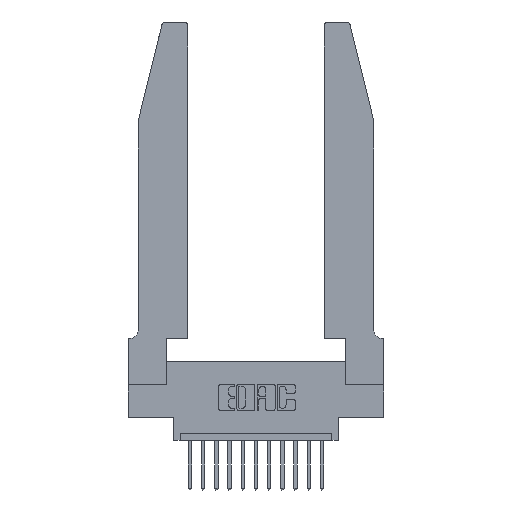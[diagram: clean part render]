
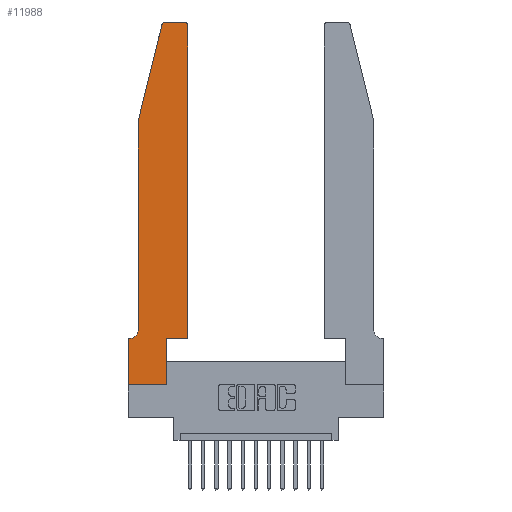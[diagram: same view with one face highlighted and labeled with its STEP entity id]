
A CAD part, top view. The second image highlights one B-rep face of the part: STEP entity #11988.
In plain terms, the highlighted planar face has unit normal (0, 0, 1).
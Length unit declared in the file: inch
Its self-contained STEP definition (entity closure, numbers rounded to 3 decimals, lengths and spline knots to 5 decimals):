
#187 = VERTEX_POINT ( 'NONE', #7728 ) ;
#198 = VERTEX_POINT ( 'NONE', #10123 ) ;
#417 = CIRCLE ( 'NONE', #14812, 0.07 ) ;
#436 = EDGE_CURVE ( 'NONE', #16139, #11335, #11049, .T. ) ;
#528 = EDGE_CURVE ( 'NONE', #198, #187, #7046, .T. ) ;
#611 = LINE ( 'NONE', #12425, #10914 ) ;
#1181 = CARTESIAN_POINT ( 'NONE',  ( 0.25487, 2.72718, 0.37 ) ) ;
#1316 = ORIENTED_EDGE ( 'NONE', *, *, #13255, .T. ) ;
#1586 = VERTEX_POINT ( 'NONE', #16521 ) ;
#1951 = CARTESIAN_POINT ( 'NONE',  ( 0.284, 2.72, 0.37 ) ) ;
#2186 = VECTOR ( 'NONE', #17140, 39.37008 ) ;
#2277 = CARTESIAN_POINT ( 'NONE',  ( 0.0755, 2., 0.37 ) ) ;
#2378 = LINE ( 'NONE', #6269, #9100 ) ;
#2589 = EDGE_CURVE ( 'NONE', #7718, #3651, #14923, .T. ) ;
#2603 = CIRCLE ( 'NONE', #15185, 0.03 ) ;
#2681 = EDGE_CURVE ( 'NONE', #187, #16738, #2378, .T. ) ;
#2733 = VERTEX_POINT ( 'NONE', #4240 ) ;
#3128 = ORIENTED_EDGE ( 'NONE', *, *, #10406, .T. ) ;
#3651 = VERTEX_POINT ( 'NONE', #7959 ) ;
#3683 = DIRECTION ( 'NONE',  ( 1., 0., 0. ) ) ;
#3848 = PLANE ( 'NONE',  #3878 ) ;
#3878 = AXIS2_PLACEMENT_3D ( 'NONE', #10730, #9303, #10670 ) ;
#3891 = VECTOR ( 'NONE', #4098, 39.37008 ) ;
#4098 = DIRECTION ( 'NONE',  ( 0., -1., 0. ) ) ;
#4154 = DIRECTION ( 'NONE',  ( 0., -1., 0. ) ) ;
#4240 = CARTESIAN_POINT ( 'NONE',  ( 0.2865, 0.35, 0.37 ) ) ;
#4555 = ORIENTED_EDGE ( 'NONE', *, *, #4991, .T. ) ;
#4903 = DIRECTION ( 'NONE',  ( 0., 0., 1. ) ) ;
#4991 = EDGE_CURVE ( 'NONE', #11335, #7551, #417, .T. ) ;
#5035 = CARTESIAN_POINT ( 'NONE',  ( 0.4205, 2.72, 0.37 ) ) ;
#5362 = EDGE_CURVE ( 'NONE', #3651, #11022, #15939, .T. ) ;
#5593 = DIRECTION ( 'NONE',  ( -1., 0., 0. ) ) ;
#6269 = CARTESIAN_POINT ( 'NONE',  ( 0., 0., 0.37 ) ) ;
#6372 = DIRECTION ( 'NONE',  ( 1., 0., 0. ) ) ;
#6386 = VECTOR ( 'NONE', #8503, 39.37008 ) ;
#6657 = VECTOR ( 'NONE', #4154, 39.37008 ) ;
#7046 = LINE ( 'NONE', #12155, #3891 ) ;
#7137 = DIRECTION ( 'NONE',  ( -1., 0., 0. ) ) ;
#7313 = EDGE_CURVE ( 'NONE', #7551, #198, #611, .T. ) ;
#7551 = VERTEX_POINT ( 'NONE', #11241 ) ;
#7718 = VERTEX_POINT ( 'NONE', #13172 ) ;
#7728 = CARTESIAN_POINT ( 'NONE',  ( 0., 0., 0.37 ) ) ;
#7931 = DIRECTION ( 'NONE',  ( -0.239, -0.971, 0. ) ) ;
#7959 = CARTESIAN_POINT ( 'NONE',  ( 0.284, 2.75, 0.37 ) ) ;
#8021 = ORIENTED_EDGE ( 'NONE', *, *, #10442, .T. ) ;
#8272 = CARTESIAN_POINT ( 'NONE',  ( 0.0755, 2., 0.37 ) ) ;
#8488 = ORIENTED_EDGE ( 'NONE', *, *, #7313, .T. ) ;
#8503 = DIRECTION ( 'NONE',  ( 0., 1., 0. ) ) ;
#9100 = VECTOR ( 'NONE', #11251, 39.37008 ) ;
#9303 = DIRECTION ( 'NONE',  ( 0., 0., 1. ) ) ;
#9310 = LINE ( 'NONE', #16474, #6386 ) ;
#9707 = VECTOR ( 'NONE', #7137, 39.37008 ) ;
#9881 = VECTOR ( 'NONE', #7931, 39.37008 ) ;
#9935 = ORIENTED_EDGE ( 'NONE', *, *, #528, .T. ) ;
#10123 = CARTESIAN_POINT ( 'NONE',  ( 0., 0.35, 0.37 ) ) ;
#10406 = EDGE_CURVE ( 'NONE', #1586, #13221, #11439, .T. ) ;
#10442 = EDGE_CURVE ( 'NONE', #13221, #7718, #2603, .T. ) ;
#10450 = EDGE_LOOP ( 'NONE', ( #14165, #13517, #1316, #13048, #4555, #8488, #9935, #15270, #11427, #11781, #3128, #8021 ) ) ;
#10670 = DIRECTION ( 'NONE',  ( 1., 0., 0. ) ) ;
#10687 = AXIS2_PLACEMENT_3D ( 'NONE', #1951, #4903, #6372 ) ;
#10730 = CARTESIAN_POINT ( 'NONE',  ( 0., 0.35, 0.37 ) ) ;
#10739 = EDGE_CURVE ( 'NONE', #16738, #2733, #9310, .T. ) ;
#10914 = VECTOR ( 'NONE', #5593, 39.37008 ) ;
#11022 = VERTEX_POINT ( 'NONE', #1181 ) ;
#11049 = LINE ( 'NONE', #8272, #6657 ) ;
#11241 = CARTESIAN_POINT ( 'NONE',  ( 0.0055, 0.35, 0.37 ) ) ;
#11251 = DIRECTION ( 'NONE',  ( 1., 0., 0. ) ) ;
#11285 = CARTESIAN_POINT ( 'NONE',  ( 0.0055, 0.42, 0.37 ) ) ;
#11335 = VERTEX_POINT ( 'NONE', #11878 ) ;
#11427 = ORIENTED_EDGE ( 'NONE', *, *, #10739, .T. ) ;
#11439 = LINE ( 'NONE', #14302, #2186 ) ;
#11681 = DIRECTION ( 'NONE',  ( 1., 0., 0. ) ) ;
#11692 = DIRECTION ( 'NONE',  ( 0., 0., 1. ) ) ;
#11781 = ORIENTED_EDGE ( 'NONE', *, *, #15496, .T. ) ;
#11878 = CARTESIAN_POINT ( 'NONE',  ( 0.0755, 0.42, 0.37 ) ) ;
#11988 = ADVANCED_FACE ( 'NONE', ( #12031 ), #3848, .T. ) ;
#12031 = FACE_OUTER_BOUND ( 'NONE', #10450, .T. ) ;
#12155 = CARTESIAN_POINT ( 'NONE',  ( 0., 0., 0.37 ) ) ;
#12425 = CARTESIAN_POINT ( 'NONE',  ( 0.0755, 0.35, 0.37 ) ) ;
#12458 = DIRECTION ( 'NONE',  ( -1., 0., 0. ) ) ;
#12469 = VECTOR ( 'NONE', #11681, 39.37008 ) ;
#13048 = ORIENTED_EDGE ( 'NONE', *, *, #436, .T. ) ;
#13112 = CARTESIAN_POINT ( 'NONE',  ( 0.0755, 2., 0.37 ) ) ;
#13172 = CARTESIAN_POINT ( 'NONE',  ( 0.4205, 2.75, 0.37 ) ) ;
#13221 = VERTEX_POINT ( 'NONE', #15894 ) ;
#13255 = EDGE_CURVE ( 'NONE', #11022, #16139, #17033, .T. ) ;
#13465 = CARTESIAN_POINT ( 'NONE',  ( 0.2605, 2.75, 0.37 ) ) ;
#13517 = ORIENTED_EDGE ( 'NONE', *, *, #5362, .T. ) ;
#13836 = DIRECTION ( 'NONE',  ( 0., 0., -1. ) ) ;
#14165 = ORIENTED_EDGE ( 'NONE', *, *, #2589, .T. ) ;
#14302 = CARTESIAN_POINT ( 'NONE',  ( 0.4505, 0.35, 0.37 ) ) ;
#14354 = CARTESIAN_POINT ( 'NONE',  ( 0.4505, 0.35, 0.37 ) ) ;
#14812 = AXIS2_PLACEMENT_3D ( 'NONE', #11285, #13836, #12458 ) ;
#14923 = LINE ( 'NONE', #13465, #9707 ) ;
#15185 = AXIS2_PLACEMENT_3D ( 'NONE', #5035, #11692, #3683 ) ;
#15270 = ORIENTED_EDGE ( 'NONE', *, *, #2681, .T. ) ;
#15496 = EDGE_CURVE ( 'NONE', #2733, #1586, #16036, .T. ) ;
#15894 = CARTESIAN_POINT ( 'NONE',  ( 0.4505, 2.72, 0.37 ) ) ;
#15939 = CIRCLE ( 'NONE', #10687, 0.03 ) ;
#16036 = LINE ( 'NONE', #14354, #12469 ) ;
#16139 = VERTEX_POINT ( 'NONE', #13112 ) ;
#16474 = CARTESIAN_POINT ( 'NONE',  ( 0.2865, 0.35, 0.37 ) ) ;
#16521 = CARTESIAN_POINT ( 'NONE',  ( 0.4505, 0.35, 0.37 ) ) ;
#16738 = VERTEX_POINT ( 'NONE', #16974 ) ;
#16974 = CARTESIAN_POINT ( 'NONE',  ( 0.2865, 0., 0.37 ) ) ;
#17033 = LINE ( 'NONE', #2277, #9881 ) ;
#17140 = DIRECTION ( 'NONE',  ( 0., 1., 0. ) ) ;
